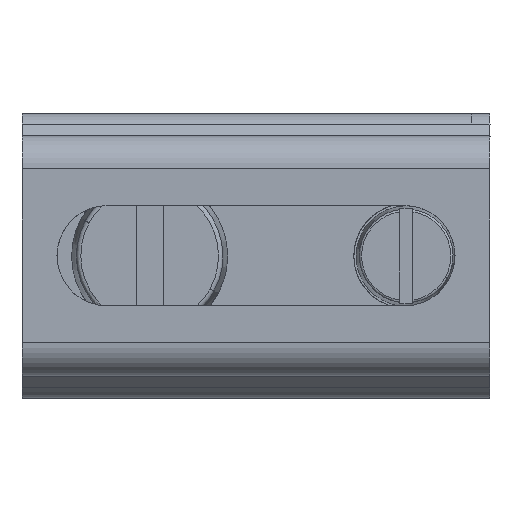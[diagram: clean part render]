
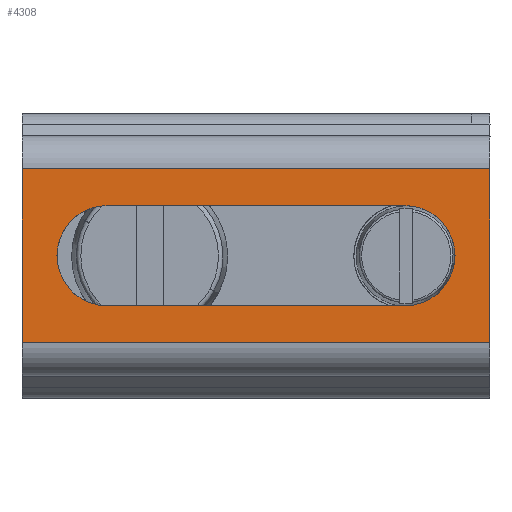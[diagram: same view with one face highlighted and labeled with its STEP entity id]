
A CAD part, top view. The second image highlights one B-rep face of the part: STEP entity #4308.
In plain terms, the highlighted planar face has unit normal (0, 0, 1).
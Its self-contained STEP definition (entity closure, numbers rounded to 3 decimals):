
#4012=AXIS2_PLACEMENT_3D('Circle Axis2P3D',#4010,#4011,$) ;
#4062=AXIS2_PLACEMENT_3D('Circle Axis2P3D',#4060,#4061,$) ;
#4280=AXIS2_PLACEMENT_3D('Plane Axis2P3D',#4277,#4278,#4279) ;
#3594=CARTESIAN_POINT('Vertex',(0.,2.5,41.5)) ;
#3597=CARTESIAN_POINT('Line Origine',(0.,6.4,41.5)) ;
#3601=CARTESIAN_POINT('Vertex',(0.,10.3,41.5)) ;
#3831=CARTESIAN_POINT('Vertex',(21.,10.3,41.5)) ;
#3834=CARTESIAN_POINT('Line Origine',(21.,6.4,41.5)) ;
#3838=CARTESIAN_POINT('Vertex',(21.,2.5,41.5)) ;
#3982=CARTESIAN_POINT('Vertex',(17.18,8.65,41.5)) ;
#3985=CARTESIAN_POINT('Line Origine',(10.5,8.65,41.5)) ;
#3989=CARTESIAN_POINT('Vertex',(3.82,8.65,41.5)) ;
#4010=CARTESIAN_POINT('Axis2P3D Location',(3.82,6.4,41.5)) ;
#4014=CARTESIAN_POINT('Vertex',(3.82,4.15,41.5)) ;
#4035=CARTESIAN_POINT('Line Origine',(10.5,4.15,41.5)) ;
#4039=CARTESIAN_POINT('Vertex',(17.18,4.15,41.5)) ;
#4060=CARTESIAN_POINT('Axis2P3D Location',(17.18,6.4,41.5)) ;
#4255=CARTESIAN_POINT('Line Origine',(10.5,2.5,41.5)) ;
#4259=CARTESIAN_POINT('Vertex',(20.18,2.5,41.5)) ;
#4262=CARTESIAN_POINT('Line Origine',(10.5,2.5,41.5)) ;
#4277=CARTESIAN_POINT('Axis2P3D Location',(21.,2.5,41.5)) ;
#4282=CARTESIAN_POINT('Line Origine',(10.09,10.3,41.5)) ;
#4286=CARTESIAN_POINT('Vertex',(20.18,10.3,41.5)) ;
#4289=CARTESIAN_POINT('Line Origine',(20.59,10.3,41.5)) ;
#3598=DIRECTION('Vector Direction',(0.,1.,0.)) ;
#3835=DIRECTION('Vector Direction',(0.,1.,0.)) ;
#3986=DIRECTION('Vector Direction',(1.,0.,0.)) ;
#4011=DIRECTION('Axis2P3D Direction',(0.,0.,1.)) ;
#4036=DIRECTION('Vector Direction',(1.,0.,0.)) ;
#4061=DIRECTION('Axis2P3D Direction',(0.,0.,1.)) ;
#4256=DIRECTION('Vector Direction',(-1.,0.,0.)) ;
#4263=DIRECTION('Vector Direction',(-1.,0.,0.)) ;
#4278=DIRECTION('Axis2P3D Direction',(0.,0.,1.)) ;
#4279=DIRECTION('Axis2P3D XDirection',(0.,1.,0.)) ;
#4283=DIRECTION('Vector Direction',(-1.,0.,0.)) ;
#4290=DIRECTION('Vector Direction',(-1.,0.,0.)) ;
#3599=VECTOR('Line Direction',#3598,1.) ;
#3836=VECTOR('Line Direction',#3835,1.) ;
#3987=VECTOR('Line Direction',#3986,1.) ;
#4037=VECTOR('Line Direction',#4036,1.) ;
#4257=VECTOR('Line Direction',#4256,1.) ;
#4264=VECTOR('Line Direction',#4263,1.) ;
#4284=VECTOR('Line Direction',#4283,1.) ;
#4291=VECTOR('Line Direction',#4290,1.) ;
#4295=ORIENTED_EDGE('',*,*,#4288,.T.) ;
#4296=ORIENTED_EDGE('',*,*,#3603,.T.) ;
#4297=ORIENTED_EDGE('',*,*,#4261,.F.) ;
#4298=ORIENTED_EDGE('',*,*,#4266,.F.) ;
#4299=ORIENTED_EDGE('',*,*,#3840,.F.) ;
#4300=ORIENTED_EDGE('',*,*,#4293,.T.) ;
#4303=ORIENTED_EDGE('',*,*,#4064,.F.) ;
#4304=ORIENTED_EDGE('',*,*,#4041,.F.) ;
#4305=ORIENTED_EDGE('',*,*,#4016,.F.) ;
#4306=ORIENTED_EDGE('',*,*,#3991,.F.) ;
#4307=FACE_BOUND('',#4302,.T.) ;
#4308=ADVANCED_FACE('v5-standard_part.2\\Koerper.2',(#4301,#4307),#4281,.T.) ;
#4013=CIRCLE('generated circle',#4012,2.25) ;
#4063=CIRCLE('generated circle',#4062,2.25) ;
#3603=EDGE_CURVE('',#3602,#3595,#3600,.F.) ;
#3840=EDGE_CURVE('',#3832,#3839,#3837,.F.) ;
#3991=EDGE_CURVE('',#3983,#3990,#3988,.F.) ;
#4016=EDGE_CURVE('',#3990,#4015,#4013,.T.) ;
#4041=EDGE_CURVE('',#4015,#4040,#4038,.T.) ;
#4064=EDGE_CURVE('',#4040,#3983,#4063,.T.) ;
#4261=EDGE_CURVE('',#4260,#3595,#4258,.T.) ;
#4266=EDGE_CURVE('',#3839,#4260,#4265,.T.) ;
#4288=EDGE_CURVE('',#4287,#3602,#4285,.T.) ;
#4293=EDGE_CURVE('',#3832,#4287,#4292,.T.) ;
#4294=EDGE_LOOP('',(#4295,#4296,#4297,#4298,#4299,#4300)) ;
#4302=EDGE_LOOP('',(#4303,#4304,#4305,#4306)) ;
#4301=FACE_OUTER_BOUND('',#4294,.T.) ;
#3600=LINE('Line',#3597,#3599) ;
#3837=LINE('Line',#3834,#3836) ;
#3988=LINE('Line',#3985,#3987) ;
#4038=LINE('Line',#4035,#4037) ;
#4258=LINE('Line',#4255,#4257) ;
#4265=LINE('Line',#4262,#4264) ;
#4285=LINE('Line',#4282,#4284) ;
#4292=LINE('Line',#4289,#4291) ;
#4281=PLANE('',#4280) ;
#3595=VERTEX_POINT('',#3594) ;
#3602=VERTEX_POINT('',#3601) ;
#3832=VERTEX_POINT('',#3831) ;
#3839=VERTEX_POINT('',#3838) ;
#3983=VERTEX_POINT('',#3982) ;
#3990=VERTEX_POINT('',#3989) ;
#4015=VERTEX_POINT('',#4014) ;
#4040=VERTEX_POINT('',#4039) ;
#4260=VERTEX_POINT('',#4259) ;
#4287=VERTEX_POINT('',#4286) ;
